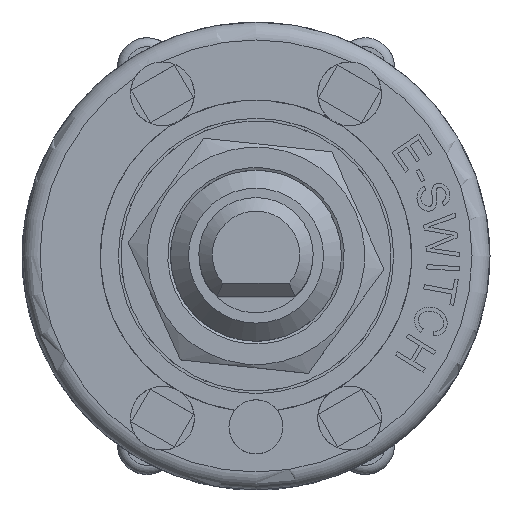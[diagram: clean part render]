
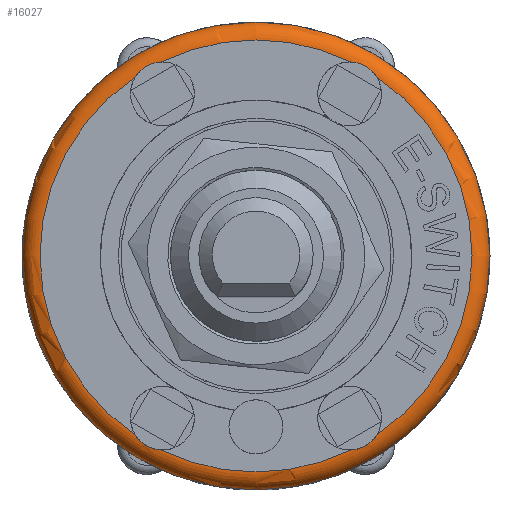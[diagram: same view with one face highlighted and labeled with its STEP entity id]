
A CAD part, top view. The second image highlights one B-rep face of the part: STEP entity #16027.
In plain terms, the highlighted toroidal (fillet/blend) face has major radius 12 mm and minor radius 1 mm.
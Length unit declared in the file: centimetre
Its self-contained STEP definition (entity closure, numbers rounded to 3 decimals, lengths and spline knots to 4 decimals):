
#26=TOROIDAL_SURFACE('',#16973,1.2,0.1);
#1222=B_SPLINE_CURVE_WITH_KNOTS('',3,(#27570,#27571,#27572,#27573,#27574,
#27575,#27576,#27577,#27578,#27579,#27580,#27581),.UNSPECIFIED.,.F.,.F.,
(4,2,2,2,2,4),(-0.2692,-0.2446,-0.216,
-0.1921,-0.1645,-0.1357),.UNSPECIFIED.);
#1223=B_SPLINE_CURVE_WITH_KNOTS('',3,(#27593,#27594,#27595,#27596,#27597,
#27598,#27599,#27600,#27601,#27602,#27603,#27604),.UNSPECIFIED.,.F.,.F.,
(4,2,2,2,2,4),(-0.2692,-0.2446,-0.216,
-0.1921,-0.1645,-0.1357),.UNSPECIFIED.);
#1224=B_SPLINE_CURVE_WITH_KNOTS('',3,(#27621,#27622,#27623,#27624,#27625,
#27626,#27627,#27628,#27629,#27630,#27631,#27632),.UNSPECIFIED.,.F.,.F.,
(4,2,2,2,2,4),(-0.2692,-0.2446,-0.216,
-0.1921,-0.1645,-0.1357),.UNSPECIFIED.);
#1225=B_SPLINE_CURVE_WITH_KNOTS('',3,(#27654,#27655,#27656,#27657,#27658,
#27659,#27660,#27661,#27662,#27663,#27664,#27665),.UNSPECIFIED.,.F.,.F.,
(4,2,2,2,2,4),(-0.2692,-0.2446,-0.216,
-0.1921,-0.1645,-0.1357),.UNSPECIFIED.);
#2031=FACE_OUTER_BOUND('',#2974,.T.);
#2974=EDGE_LOOP('',(#14790,#14791,#14792,#14793,#14794,#14795,#14796,#14797,
#14798,#14799,#14800,#14801));
#6596=CIRCLE('',#16926,1.3);
#6623=CIRCLE('',#16974,0.1);
#6624=CIRCLE('',#16975,1.2);
#6625=CIRCLE('',#16976,1.2);
#6626=CIRCLE('',#16977,1.2);
#6627=CIRCLE('',#16978,1.2);
#6628=CIRCLE('',#16979,1.2);
#8113=VERTEX_POINT('',#27532);
#8121=VERTEX_POINT('',#27568);
#8122=VERTEX_POINT('',#27569);
#8125=VERTEX_POINT('',#27591);
#8126=VERTEX_POINT('',#27592);
#8131=VERTEX_POINT('',#27619);
#8132=VERTEX_POINT('',#27620);
#8139=VERTEX_POINT('',#27652);
#8140=VERTEX_POINT('',#27653);
#8143=VERTEX_POINT('',#27675);
#10374=EDGE_CURVE('',#8113,#8113,#6596,.T.);
#10392=EDGE_CURVE('',#8121,#8122,#1222,.T.);
#10398=EDGE_CURVE('',#8125,#8126,#1223,.T.);
#10406=EDGE_CURVE('',#8131,#8132,#1224,.T.);
#10416=EDGE_CURVE('',#8139,#8140,#1225,.T.);
#10422=EDGE_CURVE('',#8113,#8143,#6623,.T.);
#10423=EDGE_CURVE('',#8143,#8131,#6624,.T.);
#10424=EDGE_CURVE('',#8132,#8125,#6625,.T.);
#10425=EDGE_CURVE('',#8126,#8121,#6626,.T.);
#10426=EDGE_CURVE('',#8122,#8139,#6627,.T.);
#10427=EDGE_CURVE('',#8140,#8143,#6628,.T.);
#14790=ORIENTED_EDGE('',*,*,#10374,.T.);
#14791=ORIENTED_EDGE('',*,*,#10422,.T.);
#14792=ORIENTED_EDGE('',*,*,#10423,.T.);
#14793=ORIENTED_EDGE('',*,*,#10406,.T.);
#14794=ORIENTED_EDGE('',*,*,#10424,.T.);
#14795=ORIENTED_EDGE('',*,*,#10398,.T.);
#14796=ORIENTED_EDGE('',*,*,#10425,.T.);
#14797=ORIENTED_EDGE('',*,*,#10392,.T.);
#14798=ORIENTED_EDGE('',*,*,#10426,.T.);
#14799=ORIENTED_EDGE('',*,*,#10416,.T.);
#14800=ORIENTED_EDGE('',*,*,#10427,.T.);
#14801=ORIENTED_EDGE('',*,*,#10422,.F.);
#16027=ADVANCED_FACE('',(#2031),#26,.T.);
#16926=AXIS2_PLACEMENT_3D('',#27533,#20348,#20349);
#16973=AXIS2_PLACEMENT_3D('',#27674,#20459,#20460);
#16974=AXIS2_PLACEMENT_3D('',#27676,#20461,#20462);
#16975=AXIS2_PLACEMENT_3D('',#27677,#20463,#20464);
#16976=AXIS2_PLACEMENT_3D('',#27678,#20465,#20466);
#16977=AXIS2_PLACEMENT_3D('',#27679,#20467,#20468);
#16978=AXIS2_PLACEMENT_3D('',#27680,#20469,#20470);
#16979=AXIS2_PLACEMENT_3D('',#27681,#20471,#20472);
#20348=DIRECTION('center_axis',(0.,0.,1.));
#20349=DIRECTION('ref_axis',(-1.,0.,0.));
#20459=DIRECTION('center_axis',(0.,0.,-1.));
#20460=DIRECTION('ref_axis',(-1.,0.,0.));
#20461=DIRECTION('center_axis',(0.,-1.,0.));
#20462=DIRECTION('ref_axis',(1.,0.,0.));
#20463=DIRECTION('center_axis',(0.,0.,-1.));
#20464=DIRECTION('ref_axis',(-1.,0.,0.));
#20465=DIRECTION('center_axis',(0.,0.,-1.));
#20466=DIRECTION('ref_axis',(-1.,0.,0.));
#20467=DIRECTION('center_axis',(0.,0.,-1.));
#20468=DIRECTION('ref_axis',(-1.,0.,0.));
#20469=DIRECTION('center_axis',(0.,0.,-1.));
#20470=DIRECTION('ref_axis',(-1.,0.,0.));
#20471=DIRECTION('center_axis',(0.,0.,-1.));
#20472=DIRECTION('ref_axis',(-1.,0.,0.));
#27532=CARTESIAN_POINT('',(1.3,0.,0.95));
#27533=CARTESIAN_POINT('Origin',(0.,0.,0.95));
#27568=CARTESIAN_POINT('',(-0.67,0.9955,1.05));
#27569=CARTESIAN_POINT('',(-0.5271,1.078,1.05));
#27570=CARTESIAN_POINT('Ctrl Pts',(-0.67,0.9955,
1.05));
#27571=CARTESIAN_POINT('Ctrl Pts',(-0.6646,1.0041,
1.05));
#27572=CARTESIAN_POINT('Ctrl Pts',(-0.6583,1.0124,
1.0498));
#27573=CARTESIAN_POINT('Ctrl Pts',(-0.6428,1.0294,
1.0491));
#27574=CARTESIAN_POINT('Ctrl Pts',(-0.6335,1.0377,
1.0488));
#27575=CARTESIAN_POINT('Ctrl Pts',(-0.615,1.051,1.0484));
#27576=CARTESIAN_POINT('Ctrl Pts',(-0.6061,1.0563,
1.0484));
#27577=CARTESIAN_POINT('Ctrl Pts',(-0.5859,1.0659,1.0487));
#27578=CARTESIAN_POINT('Ctrl Pts',(-0.5747,1.07,1.049));
#27579=CARTESIAN_POINT('Ctrl Pts',(-0.551,1.0759,1.0497));
#27580=CARTESIAN_POINT('Ctrl Pts',(-0.539,1.0775,
1.05));
#27581=CARTESIAN_POINT('Ctrl Pts',(-0.5271,1.078,
1.05));
#27591=CARTESIAN_POINT('',(-0.5271,-1.078,1.05));
#27592=CARTESIAN_POINT('',(-0.67,-0.9955,1.05));
#27593=CARTESIAN_POINT('Ctrl Pts',(-0.5271,-1.078,
1.05));
#27594=CARTESIAN_POINT('Ctrl Pts',(-0.5373,-1.0776,
1.05));
#27595=CARTESIAN_POINT('Ctrl Pts',(-0.5476,-1.0763,
1.0498));
#27596=CARTESIAN_POINT('Ctrl Pts',(-0.5701,-1.0714,1.0491));
#27597=CARTESIAN_POINT('Ctrl Pts',(-0.5819,-1.0675,
1.0488));
#27598=CARTESIAN_POINT('Ctrl Pts',(-0.6027,-1.0581,
1.0484));
#27599=CARTESIAN_POINT('Ctrl Pts',(-0.6117,-1.053,
1.0484));
#27600=CARTESIAN_POINT('Ctrl Pts',(-0.6301,-1.0404,
1.0487));
#27601=CARTESIAN_POINT('Ctrl Pts',(-0.6393,-1.0327,
1.049));
#27602=CARTESIAN_POINT('Ctrl Pts',(-0.6562,-1.0151,
1.0497));
#27603=CARTESIAN_POINT('Ctrl Pts',(-0.6637,-1.0055,
1.05));
#27604=CARTESIAN_POINT('Ctrl Pts',(-0.67,-0.9955,
1.05));
#27619=CARTESIAN_POINT('',(0.67,-0.9955,1.05));
#27620=CARTESIAN_POINT('',(0.5271,-1.078,1.05));
#27621=CARTESIAN_POINT('Ctrl Pts',(0.67,-0.9955,
1.05));
#27622=CARTESIAN_POINT('Ctrl Pts',(0.6646,-1.0041,
1.05));
#27623=CARTESIAN_POINT('Ctrl Pts',(0.6583,-1.0124,
1.0498));
#27624=CARTESIAN_POINT('Ctrl Pts',(0.6428,-1.0294,
1.0491));
#27625=CARTESIAN_POINT('Ctrl Pts',(0.6335,-1.0377,
1.0488));
#27626=CARTESIAN_POINT('Ctrl Pts',(0.615,-1.051,
1.0484));
#27627=CARTESIAN_POINT('Ctrl Pts',(0.6061,-1.0563,
1.0484));
#27628=CARTESIAN_POINT('Ctrl Pts',(0.5859,-1.0659,1.0487));
#27629=CARTESIAN_POINT('Ctrl Pts',(0.5747,-1.07,1.049));
#27630=CARTESIAN_POINT('Ctrl Pts',(0.551,-1.0759,
1.0497));
#27631=CARTESIAN_POINT('Ctrl Pts',(0.539,-1.0775,
1.05));
#27632=CARTESIAN_POINT('Ctrl Pts',(0.5271,-1.078,
1.05));
#27652=CARTESIAN_POINT('',(0.5271,1.078,1.05));
#27653=CARTESIAN_POINT('',(0.67,0.9955,1.05));
#27654=CARTESIAN_POINT('Ctrl Pts',(0.5271,1.078,1.05));
#27655=CARTESIAN_POINT('Ctrl Pts',(0.5373,1.0776,1.05));
#27656=CARTESIAN_POINT('Ctrl Pts',(0.5476,1.0763,1.0498));
#27657=CARTESIAN_POINT('Ctrl Pts',(0.5701,1.0714,1.0491));
#27658=CARTESIAN_POINT('Ctrl Pts',(0.5819,1.0675,1.0488));
#27659=CARTESIAN_POINT('Ctrl Pts',(0.6027,1.0581,1.0484));
#27660=CARTESIAN_POINT('Ctrl Pts',(0.6117,1.053,1.0484));
#27661=CARTESIAN_POINT('Ctrl Pts',(0.6301,1.0404,1.0487));
#27662=CARTESIAN_POINT('Ctrl Pts',(0.6393,1.0327,1.049));
#27663=CARTESIAN_POINT('Ctrl Pts',(0.6562,1.0151,1.0497));
#27664=CARTESIAN_POINT('Ctrl Pts',(0.6637,1.0055,1.05));
#27665=CARTESIAN_POINT('Ctrl Pts',(0.67,0.9955,
1.05));
#27674=CARTESIAN_POINT('Origin',(0.,0.,0.95));
#27675=CARTESIAN_POINT('',(1.2,0.,1.05));
#27676=CARTESIAN_POINT('Origin',(1.2,0.,0.95));
#27677=CARTESIAN_POINT('Origin',(0.,0.,1.05));
#27678=CARTESIAN_POINT('Origin',(0.,0.,1.05));
#27679=CARTESIAN_POINT('Origin',(0.,0.,1.05));
#27680=CARTESIAN_POINT('Origin',(0.,0.,1.05));
#27681=CARTESIAN_POINT('Origin',(0.,0.,1.05));
